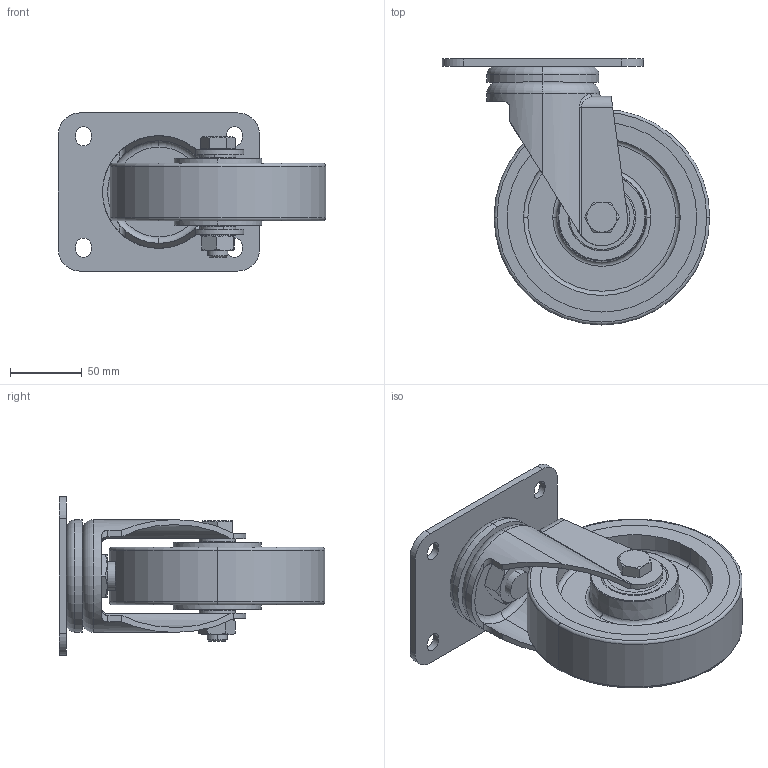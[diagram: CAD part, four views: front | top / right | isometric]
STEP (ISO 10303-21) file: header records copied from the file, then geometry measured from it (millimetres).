
FILE_DESCRIPTION (( 'STEP AP214' ), '1' );
FILE_NAME ('0012035.step', '2022-06-30T12:04:56', ( '' ), ( '' ), 'SwSTEP 2.0', 'SolidWorks 2020', '' );
FILE_SCHEMA (( 'AUTOMOTIVE_DESIGN' ));
Length unit declared in the file: millimetre
Products named in the file (1): 0012035
Bounding box: 186 x 185 x 110 mm (x, y, z)
Volume: 733501.6 mm3; surface area: 219092.5 mm2
Topology: 12 solids, 16 shells, 400 faces, 982 edges, 596 vertices
Faces by surface type: plane 134, cylinder 119, torus 57, cone 52, bspline 38
Entity records: 17371 total; most frequent: CARTESIAN_POINT 3589, DIRECTION 1954, ORIENTED_EDGE 1892, EDGE_CURVE 946, AXIS2_PLACEMENT_3D 795, VERTEX_POINT 596, EDGE_LOOP 458, CIRCLE 432
